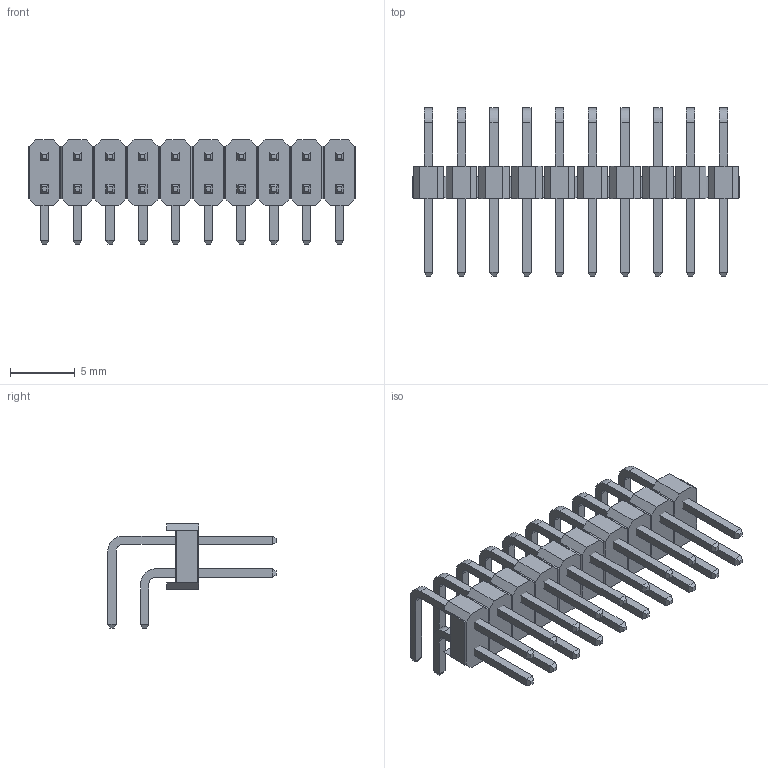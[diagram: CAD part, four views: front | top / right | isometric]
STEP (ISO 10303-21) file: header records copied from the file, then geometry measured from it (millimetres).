
FILE_DESCRIPTION(('STEP AP214'), '1');
FILE_NAME('DS1022-2x5RF11', '', ('UNSPECIFIED'), ('UNSPECIFIED'), 'ASCON STEP Converter 1.3', 'ASCON Math Kernel', '');
FILE_SCHEMA(('AUTOMOTIVE_DESIGN { 1 0 10303 214 3 1 1}'));
Length unit declared in the file: millimetre
Bounding box: 25.4 x 13.05 x 8.08 mm (x, y, z)
Volume: 371.3 mm3; surface area: 1307.1 mm2
Topology: 21 solids, 21 shells, 544 faces, 1226 edges, 724 vertices
Faces by surface type: plane 504, cylinder 40
Entity records: 19066 total; most frequent: CARTESIAN_POINT 2495, ORIENTED_EDGE 2452, DIRECTION 2396, EDGE_CURVE 1226, LINE 1146, VECTOR 1146, VERTEX_POINT 724, AXIS2_PLACEMENT_3D 625
